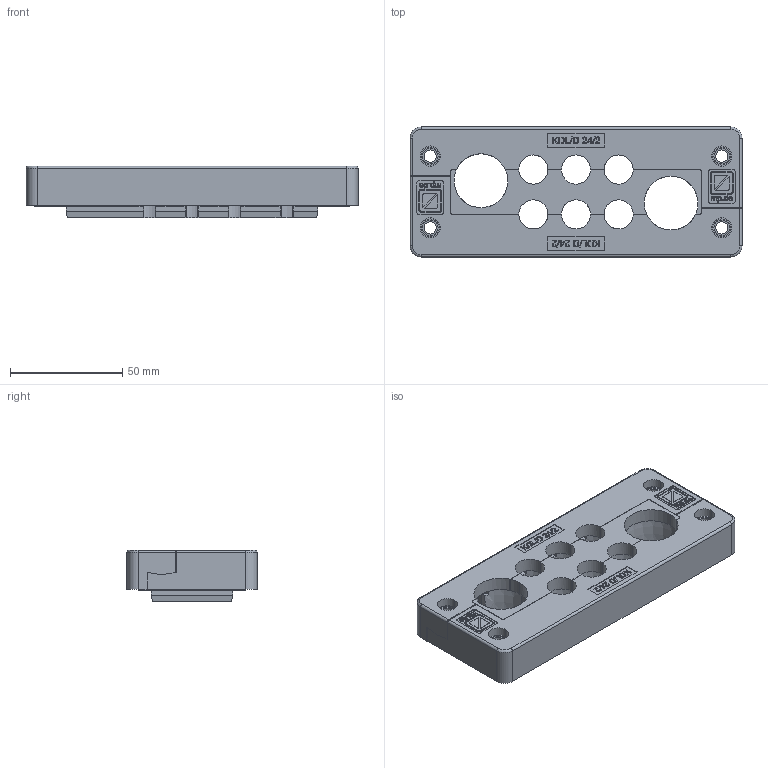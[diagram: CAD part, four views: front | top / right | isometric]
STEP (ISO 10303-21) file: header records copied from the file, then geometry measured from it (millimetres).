
FILE_DESCRIPTION (( 'STEP AP203' ), '1' );
FILE_NAME ('568325.step', '2019-11-21T17:27:11', ( '' ), ( '' ), 'SwSTEP 2.0', 'SolidWorks 2019', '' );
FILE_SCHEMA (( 'CONFIG_CONTROL_DESIGN' ));
Length unit declared in the file: inch
Products named in the file (1): 568325
Bounding box: 148 x 58 x 23 mm (x, y, z)
Volume: 111047.4 mm3; surface area: 58563.2 mm2
Topology: 4 solids, 4 shells, 1530 faces, 4109 edges, 2705 vertices
Faces by surface type: plane 896, bspline 300, cylinder 269, cone 65
Entity records: 52493 total; most frequent: CARTESIAN_POINT 16074, ORIENTED_EDGE 8218, DIRECTION 6355, EDGE_CURVE 4109, LINE 2707, VECTOR 2707, VERTEX_POINT 2705, AXIS2_PLACEMENT_3D 1824
